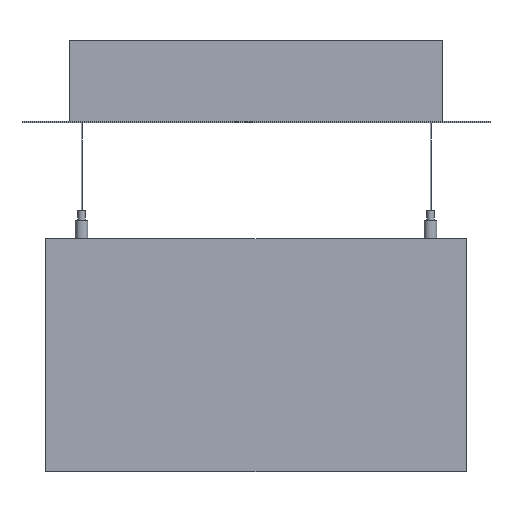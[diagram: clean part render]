
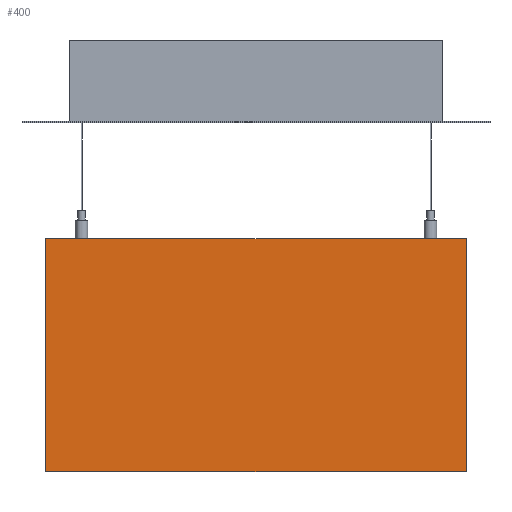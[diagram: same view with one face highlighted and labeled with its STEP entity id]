
A CAD part, front view. The second image highlights one B-rep face of the part: STEP entity #400.
In plain terms, the highlighted planar face has unit normal (0, -1, 0).
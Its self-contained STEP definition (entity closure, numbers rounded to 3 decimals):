
#60=ORIENTED_EDGE('',*,*,#134,.T.);
#61=ORIENTED_EDGE('',*,*,#140,.T.);
#62=ORIENTED_EDGE('',*,*,#143,.T.);
#63=ORIENTED_EDGE('',*,*,#146,.T.);
#134=EDGE_CURVE('',#182,#183,#218,.T.);
#140=EDGE_CURVE('',#183,#188,#222,.T.);
#143=EDGE_CURVE('',#188,#190,#225,.T.);
#146=EDGE_CURVE('',#190,#182,#228,.T.);
#182=VERTEX_POINT('',#593);
#183=VERTEX_POINT('',#594);
#188=VERTEX_POINT('',#606);
#190=VERTEX_POINT('',#612);
#218=LINE('',#592,#254);
#222=LINE('',#605,#258);
#225=LINE('',#611,#261);
#228=LINE('',#617,#264);
#254=VECTOR('',#478,1000.);
#258=VECTOR('',#488,1000.);
#261=VECTOR('',#493,1000.);
#264=VECTOR('',#498,1000.);
#297=EDGE_LOOP('',(#60,#61,#62,#63));
#339=FACE_BOUND('',#297,.T.);
#379=PLANE('',#442);
#400=ADVANCED_FACE('',(#339),#379,.T.);
#442=AXIS2_PLACEMENT_3D('',#620,#502,#503);
#478=DIRECTION('',(0.,0.,1.));
#488=DIRECTION('',(-1.,0.,0.));
#493=DIRECTION('',(0.,0.,-1.));
#498=DIRECTION('',(1.,0.,0.));
#502=DIRECTION('',(0.,-1.,0.));
#503=DIRECTION('',(0.,0.,-1.));
#592=CARTESIAN_POINT('',(168.5,0.,-93.5));
#593=CARTESIAN_POINT('',(168.5,0.,-93.5));
#594=CARTESIAN_POINT('',(168.5,0.,93.5));
#605=CARTESIAN_POINT('',(168.5,0.,93.5));
#606=CARTESIAN_POINT('',(-168.5,0.,93.5));
#611=CARTESIAN_POINT('',(-168.5,0.,93.5));
#612=CARTESIAN_POINT('',(-168.5,0.,-93.5));
#617=CARTESIAN_POINT('',(-168.5,0.,-93.5));
#620=CARTESIAN_POINT('',(0.,0.,0.));
